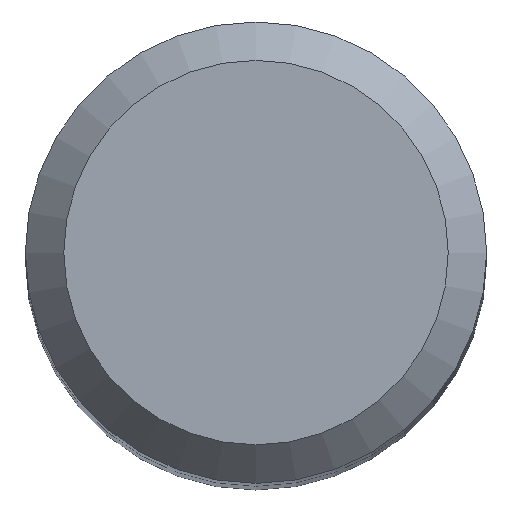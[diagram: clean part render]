
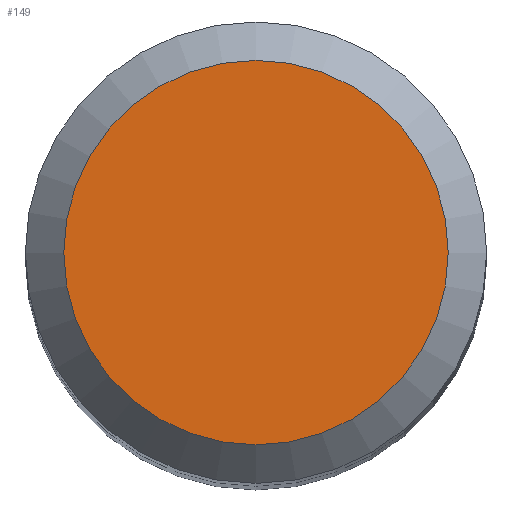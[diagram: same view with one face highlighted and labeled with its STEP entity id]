
A CAD part, top view. The second image highlights one B-rep face of the part: STEP entity #149.
In plain terms, the highlighted planar face has unit normal (0, 0, 1).
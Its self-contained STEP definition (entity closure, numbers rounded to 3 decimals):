
#3 = DIRECTION ( 'NONE',  ( 0., 1., 0. ) ) ;
#6 = AXIS2_PLACEMENT_3D ( 'NONE', #147, #213, #3 ) ;
#53 = PLANE ( 'NONE',  #6 ) ;
#97 = VERTEX_POINT ( 'NONE', #113 ) ;
#113 = CARTESIAN_POINT ( 'NONE',  ( 0., 5., 102. ) ) ;
#119 = EDGE_LOOP ( 'NONE', ( #187 ) ) ;
#125 = FACE_OUTER_BOUND ( 'NONE', #119, .T. ) ;
#143 = CARTESIAN_POINT ( 'NONE',  ( 0., 0., 102. ) ) ;
#144 = CIRCLE ( 'NONE', #175, 5. ) ;
#147 = CARTESIAN_POINT ( 'NONE',  ( 0., 0., 102. ) ) ;
#149 = ADVANCED_FACE ( 'NONE', ( #125 ), #53, .F. ) ;
#158 = DIRECTION ( 'NONE',  ( 0., 1., 0. ) ) ;
#175 = AXIS2_PLACEMENT_3D ( 'NONE', #143, #189, #158 ) ;
#187 = ORIENTED_EDGE ( 'NONE', *, *, #206, .F. ) ;
#189 = DIRECTION ( 'NONE',  ( 0., 0., -1. ) ) ;
#206 = EDGE_CURVE ( 'NONE', #97, #97, #144, .T. ) ;
#213 = DIRECTION ( 'NONE',  ( 0., 0., -1. ) ) ;
